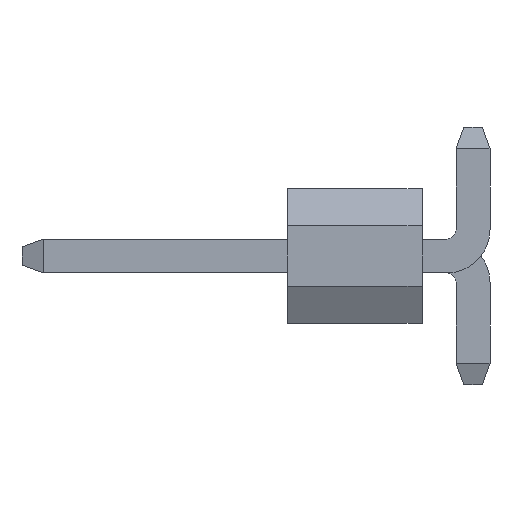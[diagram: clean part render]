
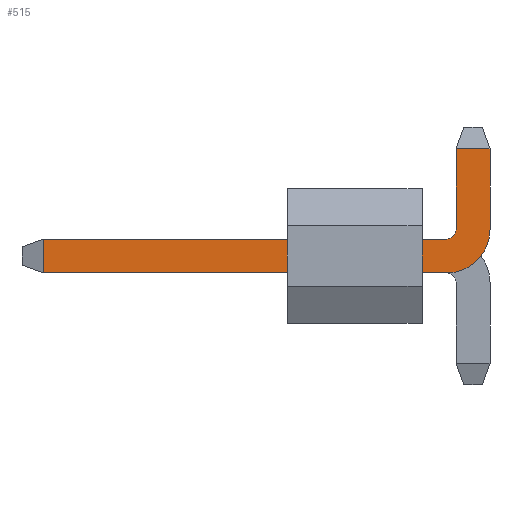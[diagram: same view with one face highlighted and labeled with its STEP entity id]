
A CAD part, left-side view. The second image highlights one B-rep face of the part: STEP entity #515.
In plain terms, the highlighted face is planar.
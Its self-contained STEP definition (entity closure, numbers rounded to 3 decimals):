
#39=CIRCLE('',#556,0.82);
#42=CIRCLE('',#560,0.18);
#51=FACE_OUTER_BOUND('',#79,.T.);
#79=EDGE_LOOP('',(#353,#354,#355,#356,#357,#358,#359,#360));
#101=LINE('',#736,#161);
#107=LINE('',#749,#167);
#116=LINE('',#773,#176);
#117=LINE('',#776,#177);
#118=LINE('',#777,#178);
#119=LINE('',#778,#179);
#161=VECTOR('',#597,1000.);
#167=VECTOR('',#605,1000.);
#176=VECTOR('',#630,1000.);
#177=VECTOR('',#633,1000.);
#178=VECTOR('',#634,1000.);
#179=VECTOR('',#635,1000.);
#221=VERTEX_POINT('',#734);
#222=VERTEX_POINT('',#735);
#227=VERTEX_POINT('',#746);
#228=VERTEX_POINT('',#748);
#230=VERTEX_POINT('',#753);
#231=VERTEX_POINT('',#758);
#235=VERTEX_POINT('',#771);
#236=VERTEX_POINT('',#775);
#261=EDGE_CURVE('',#221,#222,#101,.T.);
#267=EDGE_CURVE('',#228,#227,#107,.T.);
#270=EDGE_CURVE('',#230,#221,#39,.T.);
#274=EDGE_CURVE('',#231,#228,#42,.T.);
#280=EDGE_CURVE('',#230,#235,#116,.T.);
#281=EDGE_CURVE('',#235,#236,#117,.T.);
#282=EDGE_CURVE('',#231,#236,#118,.T.);
#283=EDGE_CURVE('',#227,#222,#119,.T.);
#353=ORIENTED_EDGE('',*,*,#280,.T.);
#354=ORIENTED_EDGE('',*,*,#281,.T.);
#355=ORIENTED_EDGE('',*,*,#282,.F.);
#356=ORIENTED_EDGE('',*,*,#274,.T.);
#357=ORIENTED_EDGE('',*,*,#267,.T.);
#358=ORIENTED_EDGE('',*,*,#283,.T.);
#359=ORIENTED_EDGE('',*,*,#261,.F.);
#360=ORIENTED_EDGE('',*,*,#270,.F.);
#457=PLANE('',#563);
#515=ADVANCED_FACE('',(#51),#457,.F.);
#556=AXIS2_PLACEMENT_3D('',#755,#610,#611);
#560=AXIS2_PLACEMENT_3D('',#762,#619,#620);
#563=AXIS2_PLACEMENT_3D('',#774,#631,#632);
#597=DIRECTION('',(0.,1.,0.));
#605=DIRECTION('',(0.,1.,0.));
#610=DIRECTION('center_axis',(-1.,0.,0.));
#611=DIRECTION('ref_axis',(0.,0.,1.));
#619=DIRECTION('center_axis',(-1.,0.,0.));
#620=DIRECTION('ref_axis',(0.,0.,1.));
#630=DIRECTION('',(0.,0.,-1.));
#631=DIRECTION('center_axis',(-1.,0.,0.));
#632=DIRECTION('ref_axis',(0.,-1.,0.));
#633=DIRECTION('',(0.,1.,0.));
#634=DIRECTION('',(0.,0.,-1.));
#635=DIRECTION('',(0.,0.,1.));
#734=CARTESIAN_POINT('',(0.32,-4.86,2.744));
#735=CARTESIAN_POINT('',(0.32,2.74,2.744));
#736=CARTESIAN_POINT('',(0.32,-4.86,2.744));
#746=CARTESIAN_POINT('',(0.32,2.74,2.104));
#748=CARTESIAN_POINT('',(0.32,-4.86,2.104));
#749=CARTESIAN_POINT('',(0.32,-4.86,2.104));
#753=CARTESIAN_POINT('',(0.32,-5.68,1.924));
#755=CARTESIAN_POINT('Origin',(0.32,-4.86,1.924));
#758=CARTESIAN_POINT('',(0.32,-5.04,1.924));
#762=CARTESIAN_POINT('Origin',(0.32,-4.86,1.924));
#771=CARTESIAN_POINT('',(0.32,-5.68,0.4));
#773=CARTESIAN_POINT('',(0.32,-5.68,1.924));
#774=CARTESIAN_POINT('Origin',(0.32,-5.04,1.924));
#775=CARTESIAN_POINT('',(0.32,-5.04,0.4));
#776=CARTESIAN_POINT('',(0.32,-5.04,0.4));
#777=CARTESIAN_POINT('',(0.32,-5.04,1.924));
#778=CARTESIAN_POINT('',(0.32,2.74,1.924));
